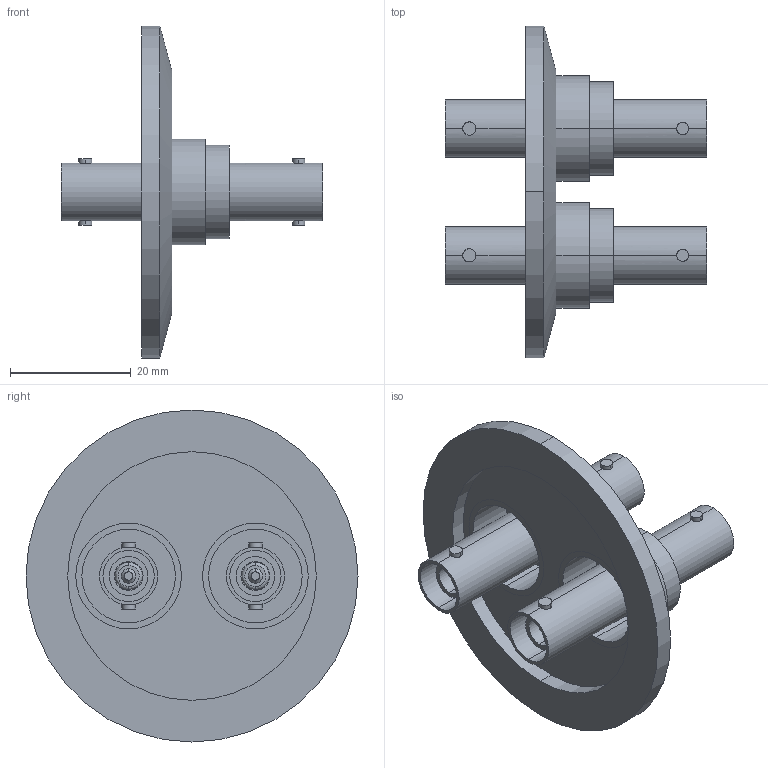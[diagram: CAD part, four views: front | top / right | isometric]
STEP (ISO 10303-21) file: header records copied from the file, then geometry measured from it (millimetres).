
FILE_DESCRIPTION (( 'STEP AP214' ), '1' );
FILE_NAME ('242-SHVDF50-K40-2-01.STEP', '2020-06-29T08:33:58', ( '' ), ( '' ), 'SwSTEP 2.0', 'SolidWorks 2017', '' );
FILE_SCHEMA (( 'AUTOMOTIVE_DESIGN' ));
Length unit declared in the file: millimetre
Products named in the file (3): 242-SHVDF50-K40-2-01; 242-SHVDF50; 9431-KF40-17.5-2_DN40 KF
Assembly tree (3 placements, depth 2):
  242-SHVDF50-K40-2-01
    9431-KF40-17.5-2_DN40 KF
    242-SHVDF50  x2
Bounding box: 43.36 x 55 x 55 mm (x, y, z)
Volume: 11657.1 mm3; surface area: 14925.7 mm2
Topology: 3 solids, 5 shells, 153 faces, 340 edges, 226 vertices
Faces by surface type: cylinder 92, plane 47, cone 10, bspline 4
Entity records: 3325 total; most frequent: CARTESIAN_POINT 575, DIRECTION 446, ORIENTED_EDGE 368, AXIS2_PLACEMENT_3D 193, EDGE_CURVE 184, VERTEX_POINT 122, CIRCLE 106, EDGE_LOOP 104
